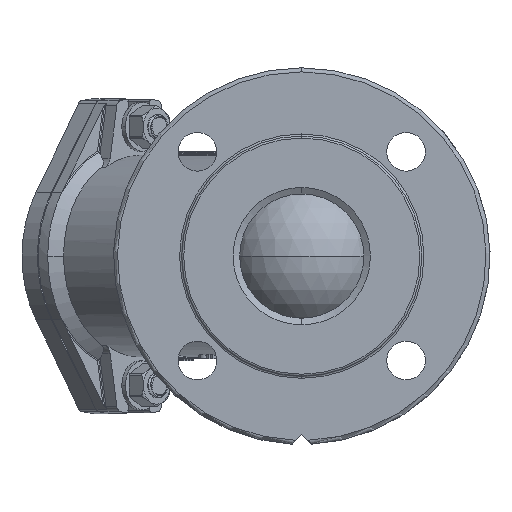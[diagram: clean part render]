
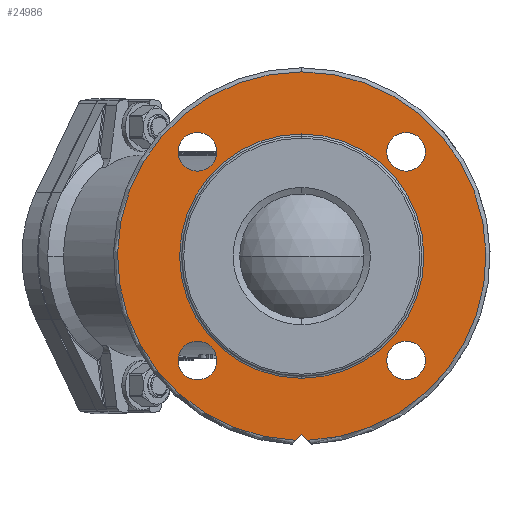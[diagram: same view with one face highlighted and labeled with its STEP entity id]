
A CAD part, left-side view. The second image highlights one B-rep face of the part: STEP entity #24986.
In plain terms, the highlighted planar face has unit normal (-1, 0, 0).
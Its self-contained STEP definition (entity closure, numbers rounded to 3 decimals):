
#132 = EDGE_LOOP ( 'NONE', ( #8861, #33837 ) ) ;
#423 = CARTESIAN_POINT ( 'NONE',  ( 2., 13.75, -73.75 ) ) ;
#513 = ORIENTED_EDGE ( 'NONE', *, *, #30115, .F. ) ;
#516 = DIRECTION ( 'NONE',  ( 0., 0., 1. ) ) ;
#918 = CARTESIAN_POINT ( 'NONE',  ( 2., -51.265, 51.265 ) ) ;
#1019 = DIRECTION ( 'NONE',  ( 0., 0., 1. ) ) ;
#1309 = FACE_BOUND ( 'NONE', #25799, .T. ) ;
#1351 = CARTESIAN_POINT ( 'NONE',  ( 2., 51.265, -41.765 ) ) ;
#1901 = CARTESIAN_POINT ( 'NONE',  ( 2., 51.265, 60.765 ) ) ;
#2044 = CARTESIAN_POINT ( 'NONE',  ( 2., 0., 0. ) ) ;
#2377 = ORIENTED_EDGE ( 'NONE', *, *, #19866, .F. ) ;
#2686 = LINE ( 'NONE', #423, #10825 ) ;
#3053 = FACE_BOUND ( 'NONE', #132, .T. ) ;
#3847 = AXIS2_PLACEMENT_3D ( 'NONE', #30628, #30747, #25230 ) ;
#4435 = CIRCLE ( 'NONE', #29513, 9.5 ) ;
#4663 = VERTEX_POINT ( 'NONE', #25224 ) ;
#4781 = ORIENTED_EDGE ( 'NONE', *, *, #25851, .F. ) ;
#6104 = CARTESIAN_POINT ( 'NONE',  ( 2., 51.265, -60.765 ) ) ;
#6110 = CARTESIAN_POINT ( 'NONE',  ( 2., 51.265, -51.265 ) ) ;
#6523 = DIRECTION ( 'NONE',  ( -1., 0., 0. ) ) ;
#6746 = EDGE_CURVE ( 'NONE', #13610, #19304, #35347, .T. ) ;
#7352 = DIRECTION ( 'NONE',  ( -1., 0., 0. ) ) ;
#7730 = CARTESIAN_POINT ( 'NONE',  ( 2., -73.75, -13.75 ) ) ;
#8374 = EDGE_CURVE ( 'NONE', #33431, #4663, #11543, .T. ) ;
#8442 = DIRECTION ( 'NONE',  ( -1., 0., 0. ) ) ;
#8447 = DIRECTION ( 'NONE',  ( 0., 0.707, 0.707 ) ) ;
#8626 = DIRECTION ( 'NONE',  ( 0., 0., 1. ) ) ;
#8688 = VERTEX_POINT ( 'NONE', #14864 ) ;
#8861 = ORIENTED_EDGE ( 'NONE', *, *, #26475, .F. ) ;
#9089 = ORIENTED_EDGE ( 'NONE', *, *, #22308, .F. ) ;
#9130 = CARTESIAN_POINT ( 'NONE',  ( 2., 51.265, 41.765 ) ) ;
#9213 = CIRCLE ( 'NONE', #29949, 9.5 ) ;
#9478 = CARTESIAN_POINT ( 'NONE',  ( 2., 0., -87.5 ) ) ;
#10122 = PLANE ( 'NONE',  #31297 ) ;
#10522 = AXIS2_PLACEMENT_3D ( 'NONE', #12780, #15572, #21045 ) ;
#10614 = DIRECTION ( 'NONE',  ( -1., 0., 0. ) ) ;
#10825 = VECTOR ( 'NONE', #8447, 1000. ) ;
#11063 = VERTEX_POINT ( 'NONE', #29797 ) ;
#11501 = CARTESIAN_POINT ( 'NONE',  ( 2., 0., 0. ) ) ;
#11543 = CIRCLE ( 'NONE', #24309, 60. ) ;
#12089 = CARTESIAN_POINT ( 'NONE',  ( 2., 0., 0. ) ) ;
#12225 = DIRECTION ( 'NONE',  ( -1., 0., 0. ) ) ;
#12780 = CARTESIAN_POINT ( 'NONE',  ( 2., -51.265, -51.265 ) ) ;
#12911 = DIRECTION ( 'NONE',  ( -1., 0., 0. ) ) ;
#13055 = VERTEX_POINT ( 'NONE', #9478 ) ;
#13272 = AXIS2_PLACEMENT_3D ( 'NONE', #31010, #6523, #1019 ) ;
#13321 = AXIS2_PLACEMENT_3D ( 'NONE', #22591, #30622, #516 ) ;
#13519 = DIRECTION ( 'NONE',  ( 0., 0., 1. ) ) ;
#13610 = VERTEX_POINT ( 'NONE', #6104 ) ;
#13720 = AXIS2_PLACEMENT_3D ( 'NONE', #12089, #12225, #31538 ) ;
#13887 = VERTEX_POINT ( 'NONE', #26708 ) ;
#14024 = VERTEX_POINT ( 'NONE', #28826 ) ;
#14339 = EDGE_CURVE ( 'NONE', #28083, #28893, #28972, .T. ) ;
#14785 = EDGE_LOOP ( 'NONE', ( #32633, #513, #26962, #32295 ) ) ;
#14864 = CARTESIAN_POINT ( 'NONE',  ( 2., 0., 90.5 ) ) ;
#14948 = EDGE_CURVE ( 'NONE', #28265, #14024, #34501, .T. ) ;
#15258 = DIRECTION ( 'NONE',  ( -1., 0., 0. ) ) ;
#15276 = LINE ( 'NONE', #7730, #33832 ) ;
#15557 = AXIS2_PLACEMENT_3D ( 'NONE', #2044, #15258, #18019 ) ;
#15572 = DIRECTION ( 'NONE',  ( -1., 0., 0. ) ) ;
#16319 = EDGE_CURVE ( 'NONE', #21581, #8688, #22390, .T. ) ;
#16364 = FACE_BOUND ( 'NONE', #17467, .T. ) ;
#16553 = VERTEX_POINT ( 'NONE', #29627 ) ;
#17467 = EDGE_LOOP ( 'NONE', ( #18967, #20077 ) ) ;
#17647 = CIRCLE ( 'NONE', #21300, 9.5 ) ;
#18019 = DIRECTION ( 'NONE',  ( 0., 0., 1. ) ) ;
#18175 = CARTESIAN_POINT ( 'NONE',  ( 2., -51.265, -60.765 ) ) ;
#18471 = CARTESIAN_POINT ( 'NONE',  ( 2., 51.265, 51.265 ) ) ;
#18528 = FACE_BOUND ( 'NONE', #32438, .T. ) ;
#18967 = ORIENTED_EDGE ( 'NONE', *, *, #25490, .F. ) ;
#19304 = VERTEX_POINT ( 'NONE', #1351 ) ;
#19507 = CARTESIAN_POINT ( 'NONE',  ( 2., 51.265, -51.265 ) ) ;
#19866 = EDGE_CURVE ( 'NONE', #16553, #11063, #17647, .T. ) ;
#20077 = ORIENTED_EDGE ( 'NONE', *, *, #14948, .F. ) ;
#20171 = DIRECTION ( 'NONE',  ( 0., 0., 1. ) ) ;
#20260 = CARTESIAN_POINT ( 'NONE',  ( 2., -2.952, -90.452 ) ) ;
#21045 = DIRECTION ( 'NONE',  ( 0., 0., 1. ) ) ;
#21300 = AXIS2_PLACEMENT_3D ( 'NONE', #918, #33805, #20171 ) ;
#21539 = DIRECTION ( 'NONE',  ( 0., 0., 1. ) ) ;
#21581 = VERTEX_POINT ( 'NONE', #20260 ) ;
#22187 = EDGE_CURVE ( 'NONE', #8688, #13887, #22844, .T. ) ;
#22308 = EDGE_CURVE ( 'NONE', #4663, #33431, #27539, .T. ) ;
#22390 = CIRCLE ( 'NONE', #13321, 90.5 ) ;
#22419 = CIRCLE ( 'NONE', #29727, 9.5 ) ;
#22484 = FACE_OUTER_BOUND ( 'NONE', #14785, .T. ) ;
#22497 = CARTESIAN_POINT ( 'NONE',  ( 2., -51.265, 51.265 ) ) ;
#22591 = CARTESIAN_POINT ( 'NONE',  ( 2., 0., 0. ) ) ;
#22797 = DIRECTION ( 'NONE',  ( -1., 0., 0. ) ) ;
#22844 = CIRCLE ( 'NONE', #13720, 90.5 ) ;
#24309 = AXIS2_PLACEMENT_3D ( 'NONE', #11501, #10614, #27172 ) ;
#24986 = ADVANCED_FACE ( 'NONE', ( #16364, #31479, #18528, #22484, #3053, #1309 ), #10122, .T. ) ;
#25207 = DIRECTION ( 'NONE',  ( -1., 0., 0. ) ) ;
#25224 = CARTESIAN_POINT ( 'NONE',  ( 2., 0., -60. ) ) ;
#25230 = DIRECTION ( 'NONE',  ( 0., 0., 1. ) ) ;
#25490 = EDGE_CURVE ( 'NONE', #14024, #28265, #31878, .T. ) ;
#25673 = DIRECTION ( 'NONE',  ( 0., 0., 1. ) ) ;
#25799 = EDGE_LOOP ( 'NONE', ( #35665, #9089 ) ) ;
#25851 = EDGE_CURVE ( 'NONE', #11063, #16553, #22419, .T. ) ;
#26475 = EDGE_CURVE ( 'NONE', #19304, #13610, #4435, .T. ) ;
#26708 = CARTESIAN_POINT ( 'NONE',  ( 2., 2.952, -90.452 ) ) ;
#26962 = ORIENTED_EDGE ( 'NONE', *, *, #16319, .T. ) ;
#27070 = DIRECTION ( 'NONE',  ( 0., 0.707, -0.707 ) ) ;
#27172 = DIRECTION ( 'NONE',  ( 0., 0., 1. ) ) ;
#27539 = CIRCLE ( 'NONE', #15557, 60. ) ;
#27872 = DIRECTION ( 'NONE',  ( 0., 0., 1. ) ) ;
#28083 = VERTEX_POINT ( 'NONE', #9130 ) ;
#28265 = VERTEX_POINT ( 'NONE', #18175 ) ;
#28388 = ORIENTED_EDGE ( 'NONE', *, *, #14339, .F. ) ;
#28631 = EDGE_LOOP ( 'NONE', ( #4781, #2377 ) ) ;
#28826 = CARTESIAN_POINT ( 'NONE',  ( 2., -51.265, -41.765 ) ) ;
#28893 = VERTEX_POINT ( 'NONE', #1901 ) ;
#28972 = CIRCLE ( 'NONE', #13272, 9.5 ) ;
#29107 = AXIS2_PLACEMENT_3D ( 'NONE', #19507, #25207, #8626 ) ;
#29513 = AXIS2_PLACEMENT_3D ( 'NONE', #6110, #22797, #25673 ) ;
#29526 = EDGE_CURVE ( 'NONE', #13055, #13887, #15276, .T. ) ;
#29627 = CARTESIAN_POINT ( 'NONE',  ( 2., -51.265, 41.765 ) ) ;
#29727 = AXIS2_PLACEMENT_3D ( 'NONE', #22497, #8442, #27872 ) ;
#29797 = CARTESIAN_POINT ( 'NONE',  ( 2., -51.265, 60.765 ) ) ;
#29949 = AXIS2_PLACEMENT_3D ( 'NONE', #18471, #12911, #21539 ) ;
#30049 = CARTESIAN_POINT ( 'NONE',  ( 2., -60., 0. ) ) ;
#30115 = EDGE_CURVE ( 'NONE', #21581, #13055, #2686, .T. ) ;
#30622 = DIRECTION ( 'NONE',  ( -1., 0., 0. ) ) ;
#30628 = CARTESIAN_POINT ( 'NONE',  ( 2., -51.265, -51.265 ) ) ;
#30747 = DIRECTION ( 'NONE',  ( -1., 0., 0. ) ) ;
#31010 = CARTESIAN_POINT ( 'NONE',  ( 2., 51.265, 51.265 ) ) ;
#31297 = AXIS2_PLACEMENT_3D ( 'NONE', #30049, #7352, #13519 ) ;
#31479 = FACE_BOUND ( 'NONE', #28631, .T. ) ;
#31538 = DIRECTION ( 'NONE',  ( 0., 0., 1. ) ) ;
#31878 = CIRCLE ( 'NONE', #10522, 9.5 ) ;
#32295 = ORIENTED_EDGE ( 'NONE', *, *, #22187, .T. ) ;
#32392 = EDGE_CURVE ( 'NONE', #28893, #28083, #9213, .T. ) ;
#32438 = EDGE_LOOP ( 'NONE', ( #35735, #28388 ) ) ;
#32633 = ORIENTED_EDGE ( 'NONE', *, *, #29526, .F. ) ;
#33431 = VERTEX_POINT ( 'NONE', #34934 ) ;
#33805 = DIRECTION ( 'NONE',  ( -1., 0., 0. ) ) ;
#33832 = VECTOR ( 'NONE', #27070, 1000. ) ;
#33837 = ORIENTED_EDGE ( 'NONE', *, *, #6746, .F. ) ;
#34501 = CIRCLE ( 'NONE', #3847, 9.5 ) ;
#34934 = CARTESIAN_POINT ( 'NONE',  ( 2., 0., 60. ) ) ;
#35347 = CIRCLE ( 'NONE', #29107, 9.5 ) ;
#35665 = ORIENTED_EDGE ( 'NONE', *, *, #8374, .F. ) ;
#35735 = ORIENTED_EDGE ( 'NONE', *, *, #32392, .F. ) ;
